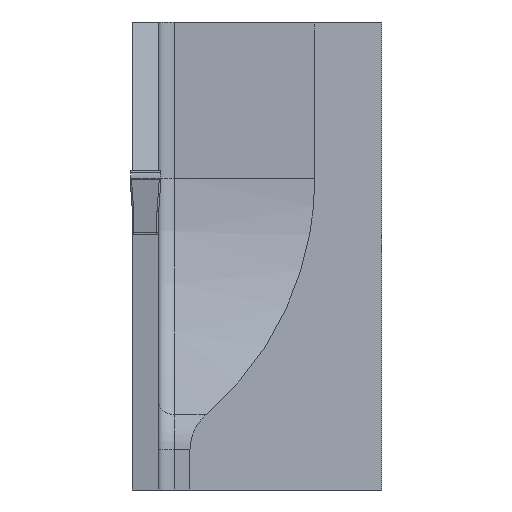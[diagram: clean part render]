
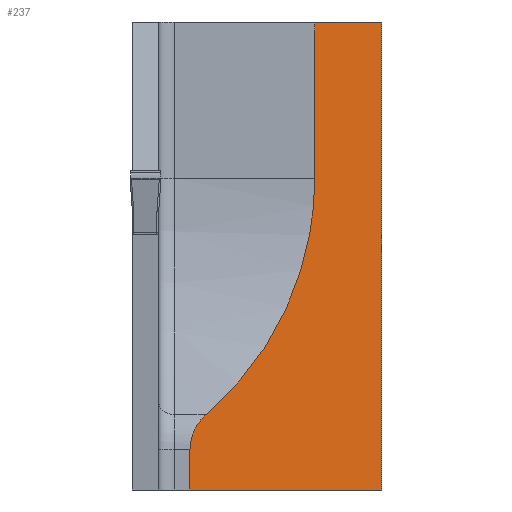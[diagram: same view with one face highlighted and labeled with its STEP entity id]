
A CAD part, left-side view. The second image highlights one B-rep face of the part: STEP entity #237.
In plain terms, the highlighted planar face has unit normal (-0.707, -0.707, 0).
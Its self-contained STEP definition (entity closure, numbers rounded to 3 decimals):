
#202=ELLIPSE('',#1032,4.243,3.);
#203=ELLIPSE('',#1050,28.284,20.);
#237=ADVANCED_FACE('',(#315),#276,.F.);
#276=PLANE('',#1060);
#315=FACE_OUTER_BOUND('',#361,.T.);
#361=EDGE_LOOP('',(#519,#520,#521,#522,#523,#524,#525));
#519=ORIENTED_EDGE('',*,*,#783,.F.);
#520=ORIENTED_EDGE('',*,*,#752,.F.);
#521=ORIENTED_EDGE('',*,*,#749,.F.);
#522=ORIENTED_EDGE('',*,*,#766,.F.);
#523=ORIENTED_EDGE('',*,*,#762,.F.);
#524=ORIENTED_EDGE('',*,*,#778,.F.);
#525=ORIENTED_EDGE('',*,*,#780,.F.);
#667=VERTEX_POINT('',#1393);
#670=VERTEX_POINT('',#1398);
#671=VERTEX_POINT('',#1402);
#674=VERTEX_POINT('',#1409);
#682=VERTEX_POINT('',#1425);
#684=VERTEX_POINT('',#1455);
#685=VERTEX_POINT('',#1462);
#749=EDGE_CURVE('',#670,#667,#867,.T.);
#752=EDGE_CURVE('',#667,#671,#202,.T.);
#762=EDGE_CURVE('',#682,#674,#877,.T.);
#766=EDGE_CURVE('',#674,#670,#880,.T.);
#778=EDGE_CURVE('',#684,#682,#890,.T.);
#780=EDGE_CURVE('',#685,#684,#892,.T.);
#783=EDGE_CURVE('',#671,#685,#203,.T.);
#867=LINE('',#1399,#959);
#877=LINE('',#1426,#969);
#880=LINE('',#1431,#972);
#890=LINE('',#1456,#982);
#892=LINE('',#1461,#984);
#959=VECTOR('',#1136,1.);
#969=VECTOR('',#1156,1.);
#972=VECTOR('',#1163,1.);
#982=VECTOR('',#1191,1.);
#984=VECTOR('',#1199,1.);
#1032=AXIS2_PLACEMENT_3D('',#1405,#1142,#1143);
#1050=AXIS2_PLACEMENT_3D('',#1467,#1204,#1205);
#1060=AXIS2_PLACEMENT_3D('',#1477,#1224,#1225);
#1136=DIRECTION('',(0.,0.,1.));
#1142=DIRECTION('',(0.707,0.707,0.));
#1143=DIRECTION('',(-0.707,0.707,0.));
#1156=DIRECTION('',(0.,0.,-1.));
#1163=DIRECTION('',(-0.707,0.707,0.));
#1191=DIRECTION('',(0.707,-0.707,0.));
#1199=DIRECTION('',(0.,0.,1.));
#1204=DIRECTION('',(-0.707,-0.707,0.));
#1205=DIRECTION('',(-0.707,0.707,0.));
#1224=DIRECTION('',(0.707,0.707,0.));
#1225=DIRECTION('',(0.707,-0.707,0.));
#1393=CARTESIAN_POINT('',(8.,12.3,-17.436));
#1398=CARTESIAN_POINT('',(8.,12.3,-20.));
#1399=CARTESIAN_POINT('',(8.,12.3,30.));
#1402=CARTESIAN_POINT('',(9.043,11.257,-15.161));
#1405=CARTESIAN_POINT('',(11.,9.3,-17.436));
#1409=CARTESIAN_POINT('',(20.3,0.,-20.));
#1425=CARTESIAN_POINT('',(20.3,0.,10.));
#1426=CARTESIAN_POINT('',(20.3,0.,30.));
#1431=CARTESIAN_POINT('',(20.3,0.,-20.));
#1455=CARTESIAN_POINT('',(16.,4.3,10.));
#1456=CARTESIAN_POINT('',(20.3,0.,10.));
#1461=CARTESIAN_POINT('',(16.,4.3,30.));
#1462=CARTESIAN_POINT('',(16.,4.3,0.));
#1467=CARTESIAN_POINT('',(-4.,24.3,0.));
#1477=CARTESIAN_POINT('',(20.3,0.,30.));
